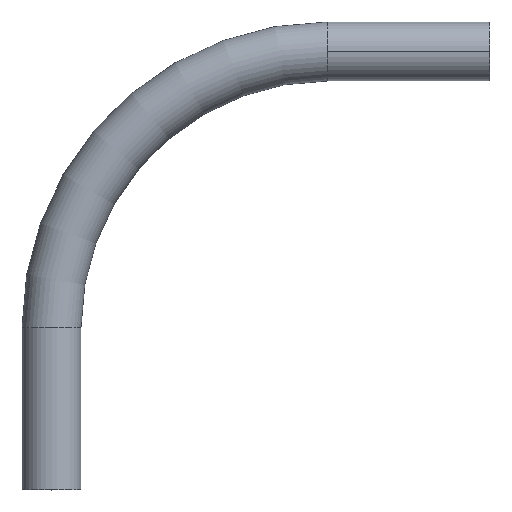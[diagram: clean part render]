
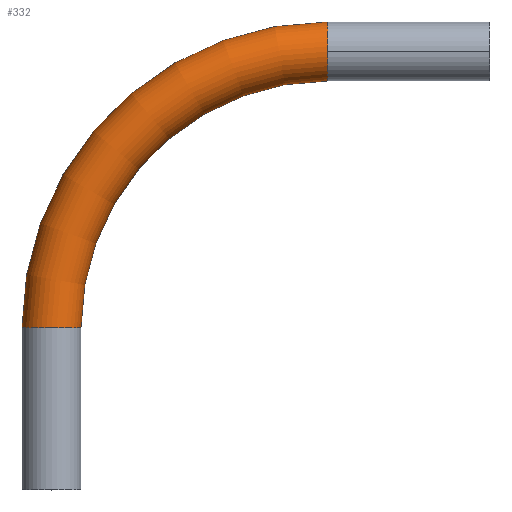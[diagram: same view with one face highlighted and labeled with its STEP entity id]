
A CAD part, top view. The second image highlights one B-rep face of the part: STEP entity #332.
In plain terms, the highlighted toroidal (fillet/blend) face has major radius 150 mm and minor radius 16 mm.
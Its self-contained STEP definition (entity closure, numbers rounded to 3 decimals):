
#8 = CIRCLE ( 'NONE', #301, 16. ) ;
#12 = CARTESIAN_POINT ( 'NONE',  ( -150., 0., 0. ) ) ;
#17 = EDGE_CURVE ( 'NONE', #65, #122, #100, .T. ) ;
#26 = EDGE_CURVE ( 'NONE', #150, #55, #291, .T. ) ;
#33 = EDGE_CURVE ( 'NONE', #65, #150, #86, .T. ) ;
#41 = CIRCLE ( 'NONE', #79, 134. ) ;
#42 = DIRECTION ( 'NONE',  ( 0., 0., 1. ) ) ;
#43 = DIRECTION ( 'NONE',  ( 1., 0., 0. ) ) ;
#55 = VERTEX_POINT ( 'NONE', #393 ) ;
#64 = EDGE_CURVE ( 'NONE', #122, #193, #8, .T. ) ;
#65 = VERTEX_POINT ( 'NONE', #356 ) ;
#76 = EDGE_LOOP ( 'NONE', ( #165, #386, #357, #117, #452 ) ) ;
#79 = AXIS2_PLACEMENT_3D ( 'NONE', #160, #336, #91 ) ;
#86 = CIRCLE ( 'NONE', #277, 16. ) ;
#88 = CARTESIAN_POINT ( 'NONE',  ( 0., 0., 0. ) ) ;
#91 = DIRECTION ( 'NONE',  ( 1., 0., 0. ) ) ;
#97 = AXIS2_PLACEMENT_3D ( 'NONE', #316, #43, #278 ) ;
#100 = CIRCLE ( 'NONE', #374, 166. ) ;
#117 = ORIENTED_EDGE ( 'NONE', *, *, #303, .F. ) ;
#122 = VERTEX_POINT ( 'NONE', #175 ) ;
#126 = FACE_OUTER_BOUND ( 'NONE', #76, .T. ) ;
#150 = VERTEX_POINT ( 'NONE', #253 ) ;
#160 = CARTESIAN_POINT ( 'NONE',  ( 0., 0., 0. ) ) ;
#165 = ORIENTED_EDGE ( 'NONE', *, *, #33, .F. ) ;
#171 = CARTESIAN_POINT ( 'NONE',  ( 0., 150., 0. ) ) ;
#175 = CARTESIAN_POINT ( 'NONE',  ( -166., 0., 0. ) ) ;
#188 = DIRECTION ( 'NONE',  ( 1., 0., 0. ) ) ;
#193 = VERTEX_POINT ( 'NONE', #297 ) ;
#204 = DIRECTION ( 'NONE',  ( 0., 0., -1. ) ) ;
#245 = TOROIDAL_SURFACE ( 'NONE', #287, 150., 16. ) ;
#253 = CARTESIAN_POINT ( 'NONE',  ( 0., 150., 16. ) ) ;
#255 = DIRECTION ( 'NONE',  ( 0., 1., 0. ) ) ;
#277 = AXIS2_PLACEMENT_3D ( 'NONE', #171, #353, #204 ) ;
#278 = DIRECTION ( 'NONE',  ( 0., 0., -1. ) ) ;
#279 = DIRECTION ( 'NONE',  ( 1., 0., 0. ) ) ;
#287 = AXIS2_PLACEMENT_3D ( 'NONE', #88, #403, #188 ) ;
#291 = CIRCLE ( 'NONE', #97, 16. ) ;
#297 = CARTESIAN_POINT ( 'NONE',  ( -134., 0., 0. ) ) ;
#301 = AXIS2_PLACEMENT_3D ( 'NONE', #12, #255, #391 ) ;
#303 = EDGE_CURVE ( 'NONE', #55, #193, #41, .T. ) ;
#312 = CARTESIAN_POINT ( 'NONE',  ( 0., 0., 0. ) ) ;
#316 = CARTESIAN_POINT ( 'NONE',  ( 0., 150., 0. ) ) ;
#332 = ADVANCED_FACE ( 'NONE', ( #126 ), #245, .T. ) ;
#336 = DIRECTION ( 'NONE',  ( 0., 0., 1. ) ) ;
#353 = DIRECTION ( 'NONE',  ( 1., 0., 0. ) ) ;
#356 = CARTESIAN_POINT ( 'NONE',  ( 0., 166., 0. ) ) ;
#357 = ORIENTED_EDGE ( 'NONE', *, *, #64, .T. ) ;
#374 = AXIS2_PLACEMENT_3D ( 'NONE', #312, #42, #279 ) ;
#386 = ORIENTED_EDGE ( 'NONE', *, *, #17, .T. ) ;
#391 = DIRECTION ( 'NONE',  ( 0., 0., -1. ) ) ;
#393 = CARTESIAN_POINT ( 'NONE',  ( 0., 134., 0. ) ) ;
#403 = DIRECTION ( 'NONE',  ( 0., 0., 1. ) ) ;
#452 = ORIENTED_EDGE ( 'NONE', *, *, #26, .F. ) ;
